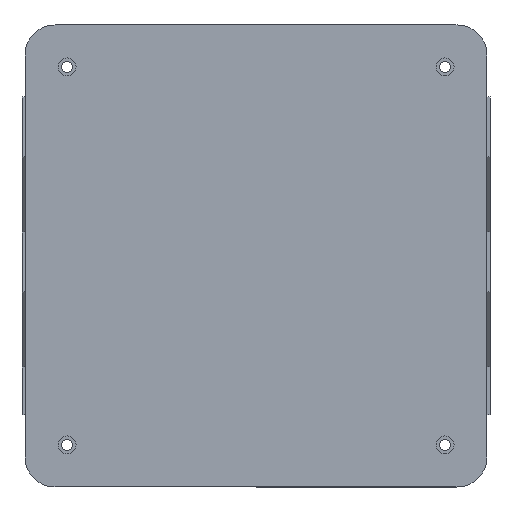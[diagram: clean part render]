
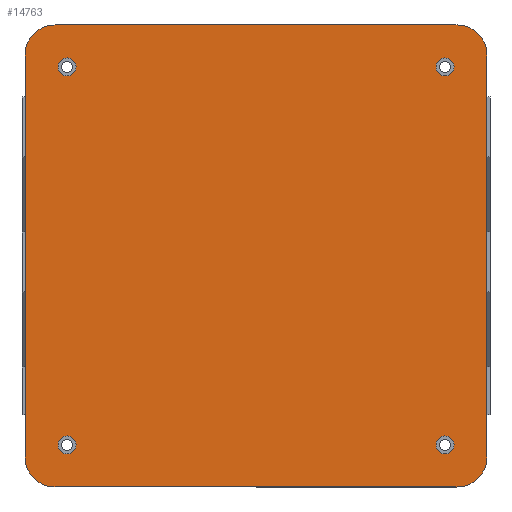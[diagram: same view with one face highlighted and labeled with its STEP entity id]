
A CAD part, front view. The second image highlights one B-rep face of the part: STEP entity #14763.
In plain terms, the highlighted planar face has unit normal (0, -1, 0).
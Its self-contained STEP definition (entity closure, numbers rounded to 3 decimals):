
#541=FACE_BOUND('',#2083,.T.);
#542=FACE_BOUND('',#2084,.T.);
#543=FACE_BOUND('',#2085,.T.);
#544=FACE_BOUND('',#2086,.T.);
#758=CIRCLE('',#15882,5.);
#767=CIRCLE('',#15895,1.5);
#769=CIRCLE('',#15898,1.5);
#771=CIRCLE('',#15901,1.5);
#773=CIRCLE('',#15904,1.5);
#779=CIRCLE('',#15919,5.);
#780=CIRCLE('',#15922,5.);
#781=CIRCLE('',#15923,5.);
#1205=FACE_OUTER_BOUND('',#2082,.T.);
#2082=EDGE_LOOP('',(#10253,#10254,#10255,#10256,#10257,#10258,#10259,#10260));
#2083=EDGE_LOOP('',(#10261));
#2084=EDGE_LOOP('',(#10262));
#2085=EDGE_LOOP('',(#10263));
#2086=EDGE_LOOP('',(#10264));
#3061=LINE('',#21779,#4713);
#3064=LINE('',#21784,#4716);
#3083=LINE('',#21849,#4735);
#3085=LINE('',#21854,#4737);
#4713=VECTOR('',#17532,10.);
#4716=VECTOR('',#17537,10.);
#4735=VECTOR('',#17610,10.);
#4737=VECTOR('',#17616,10.);
#6389=VERTEX_POINT('',#21739);
#6390=VERTEX_POINT('',#21740);
#6407=VERTEX_POINT('',#21778);
#6408=VERTEX_POINT('',#21782);
#6409=VERTEX_POINT('',#21786);
#6411=VERTEX_POINT('',#21792);
#6413=VERTEX_POINT('',#21798);
#6415=VERTEX_POINT('',#21804);
#6425=VERTEX_POINT('',#21842);
#6426=VERTEX_POINT('',#21843);
#6427=VERTEX_POINT('',#21848);
#6428=VERTEX_POINT('',#21853);
#7853=EDGE_CURVE('',#6389,#6390,#758,.T.);
#7872=EDGE_CURVE('',#6407,#6390,#3061,.F.);
#7875=EDGE_CURVE('',#6389,#6408,#3064,.F.);
#7876=EDGE_CURVE('',#6409,#6409,#767,.T.);
#7879=EDGE_CURVE('',#6411,#6411,#769,.T.);
#7882=EDGE_CURVE('',#6413,#6413,#771,.T.);
#7885=EDGE_CURVE('',#6415,#6415,#773,.T.);
#7904=EDGE_CURVE('',#6425,#6426,#779,.T.);
#7907=EDGE_CURVE('',#6427,#6426,#3083,.F.);
#7909=EDGE_CURVE('',#6427,#6408,#780,.T.);
#7910=EDGE_CURVE('',#6425,#6428,#3085,.F.);
#7911=EDGE_CURVE('',#6407,#6428,#781,.T.);
#10253=ORIENTED_EDGE('',*,*,#7853,.F.);
#10254=ORIENTED_EDGE('',*,*,#7875,.T.);
#10255=ORIENTED_EDGE('',*,*,#7909,.F.);
#10256=ORIENTED_EDGE('',*,*,#7907,.T.);
#10257=ORIENTED_EDGE('',*,*,#7904,.F.);
#10258=ORIENTED_EDGE('',*,*,#7910,.T.);
#10259=ORIENTED_EDGE('',*,*,#7911,.F.);
#10260=ORIENTED_EDGE('',*,*,#7872,.T.);
#10261=ORIENTED_EDGE('',*,*,#7876,.T.);
#10262=ORIENTED_EDGE('',*,*,#7879,.T.);
#10263=ORIENTED_EDGE('',*,*,#7882,.T.);
#10264=ORIENTED_EDGE('',*,*,#7885,.T.);
#14067=PLANE('',#15921);
#14763=ADVANCED_FACE('',(#1205,#541,#542,#543,#544),#14067,.T.);
#15882=AXIS2_PLACEMENT_3D('',#21741,#17500,#17501);
#15895=AXIS2_PLACEMENT_3D('',#21787,#17540,#17541);
#15898=AXIS2_PLACEMENT_3D('',#21793,#17547,#17548);
#15901=AXIS2_PLACEMENT_3D('',#21799,#17554,#17555);
#15904=AXIS2_PLACEMENT_3D('',#21805,#17561,#17562);
#15919=AXIS2_PLACEMENT_3D('',#21844,#17604,#17605);
#15921=AXIS2_PLACEMENT_3D('',#21851,#17612,#17613);
#15922=AXIS2_PLACEMENT_3D('',#21852,#17614,#17615);
#15923=AXIS2_PLACEMENT_3D('',#21855,#17617,#17618);
#17500=DIRECTION('center_axis',(0.,1.,0.));
#17501=DIRECTION('ref_axis',(0.707,0.,-0.707));
#17532=DIRECTION('',(-1.,0.,0.));
#17537=DIRECTION('',(0.,0.,-1.));
#17540=DIRECTION('center_axis',(0.,1.,0.));
#17541=DIRECTION('ref_axis',(1.,0.,0.));
#17547=DIRECTION('center_axis',(0.,1.,0.));
#17548=DIRECTION('ref_axis',(1.,0.,0.));
#17554=DIRECTION('center_axis',(0.,1.,0.));
#17555=DIRECTION('ref_axis',(1.,0.,0.));
#17561=DIRECTION('center_axis',(0.,1.,0.));
#17562=DIRECTION('ref_axis',(1.,0.,0.));
#17604=DIRECTION('center_axis',(0.,1.,0.));
#17605=DIRECTION('ref_axis',(-0.707,0.,0.707));
#17610=DIRECTION('',(1.,0.,0.));
#17612=DIRECTION('center_axis',(0.,-1.,0.));
#17613=DIRECTION('ref_axis',(0.,0.,1.));
#17614=DIRECTION('center_axis',(0.,1.,0.));
#17615=DIRECTION('ref_axis',(0.707,0.,0.707));
#17616=DIRECTION('',(0.,0.,1.));
#17617=DIRECTION('center_axis',(0.,1.,0.));
#17618=DIRECTION('ref_axis',(-0.707,0.,-0.707));
#21739=CARTESIAN_POINT('',(38.5,0.,-33.5));
#21740=CARTESIAN_POINT('',(33.5,0.,-38.5));
#21741=CARTESIAN_POINT('Origin',(33.5,0.,-33.5));
#21778=CARTESIAN_POINT('',(-33.5,0.,-38.5));
#21779=CARTESIAN_POINT('',(-18.25,0.,-38.5));
#21782=CARTESIAN_POINT('',(38.5,0.,33.5));
#21784=CARTESIAN_POINT('',(38.5,0.,-18.25));
#21786=CARTESIAN_POINT('',(-33.,0.,-31.5));
#21787=CARTESIAN_POINT('Origin',(-31.5,0.,-31.5));
#21792=CARTESIAN_POINT('',(-33.,0.,31.5));
#21793=CARTESIAN_POINT('Origin',(-31.5,0.,31.5));
#21798=CARTESIAN_POINT('',(30.,0.,-31.5));
#21799=CARTESIAN_POINT('Origin',(31.5,0.,-31.5));
#21804=CARTESIAN_POINT('',(30.,0.,31.5));
#21805=CARTESIAN_POINT('Origin',(31.5,0.,31.5));
#21842=CARTESIAN_POINT('',(-38.5,0.,33.5));
#21843=CARTESIAN_POINT('',(-33.5,0.,38.5));
#21844=CARTESIAN_POINT('Origin',(-33.5,0.,33.5));
#21848=CARTESIAN_POINT('',(33.5,0.,38.5));
#21849=CARTESIAN_POINT('',(18.25,0.,38.5));
#21851=CARTESIAN_POINT('Origin',(0.,0.,0.));
#21852=CARTESIAN_POINT('Origin',(33.5,0.,33.5));
#21853=CARTESIAN_POINT('',(-38.5,0.,-33.5));
#21854=CARTESIAN_POINT('',(-38.5,0.,18.25));
#21855=CARTESIAN_POINT('Origin',(-33.5,0.,-33.5));
